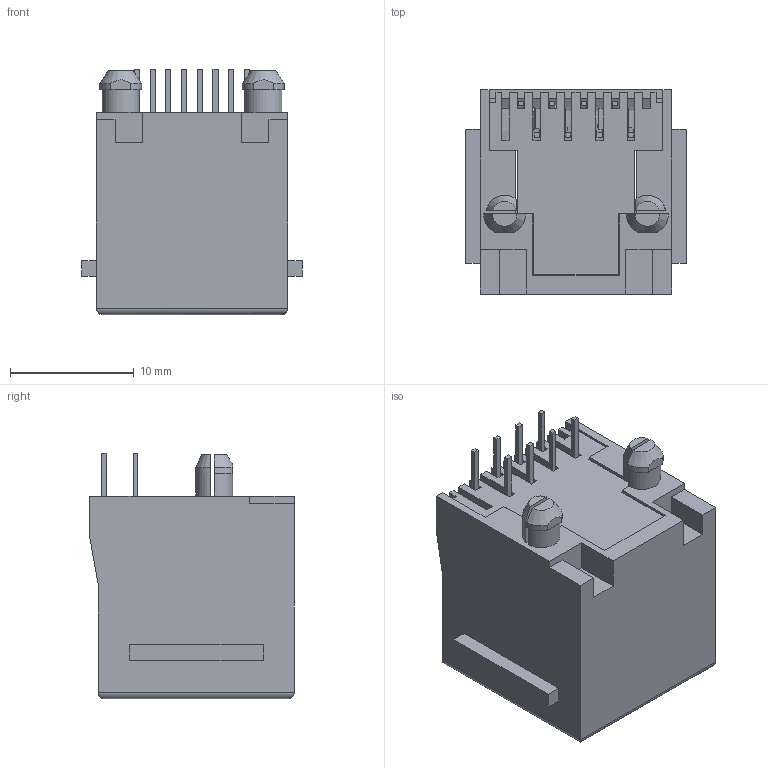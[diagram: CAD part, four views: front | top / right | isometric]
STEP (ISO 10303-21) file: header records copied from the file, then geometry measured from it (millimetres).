
FILE_DESCRIPTION(/* description */ ('Unknown'),/* implementation_level */ '2;1');
FILE_NAME(/* name */ 'PJ012-8P8CX-FA',/* time_stamp */ '2020-03-16T14:52:08-04:00',/* author */ ('Unknown'),/* organization */ ('Unknown'),/* preprocessor_version */ 'ST-DEVELOPER v16.7',/* originating_system */ 'Solid Edge',/* authorisation */ 'Unknown');
FILE_SCHEMA (('AUTOMOTIVE_DESIGN {1 0 10303 214 3 1 1}'));
Length unit declared in the file: millimetre
Products named in the file (11): PJ012-8P8CX-FA; PJ012-8P8CX-FA_0; PJ012-8P8CX-FA_1; PJ012-8P8CX-FA_2; PJ012-8P8CX-FA_3; PJ012-8P8CX-FA_4; PJ012-8P8CX-FA_5; PJ012-8P8CX-FA_6; PJ012-8P8CX-FA_7; PJ012-8P8CX-FA_8
Assembly tree (10 placements, depth 2):
  PJ012-8P8CX-FA
    PJ012-8P8CX-FA
    PJ012-8P8CX-FA_0
    PJ012-8P8CX-FA_1
    PJ012-8P8CX-FA_2
    PJ012-8P8CX-FA_3
    PJ012-8P8CX-FA_4
    PJ012-8P8CX-FA_5
    PJ012-8P8CX-FA_6
    PJ012-8P8CX-FA_7
    PJ012-8P8CX-FA_8
Bounding box: 17.85 x 16.53 x 19.83 mm (x, y, z)
Volume: 2327.6 mm3; surface area: 4248.2 mm2
Topology: 10 solids, 10 shells, 517 faces, 1392 edges, 894 vertices
Faces by surface type: plane 468, cylinder 29, cone 20
Entity records: 16099 total; most frequent: CARTESIAN_POINT 2867, ORIENTED_EDGE 2784, DIRECTION 2507, EDGE_CURVE 1392, LINE 1303, VECTOR 1303, VERTEX_POINT 894, AXIS2_PLACEMENT_3D 602
